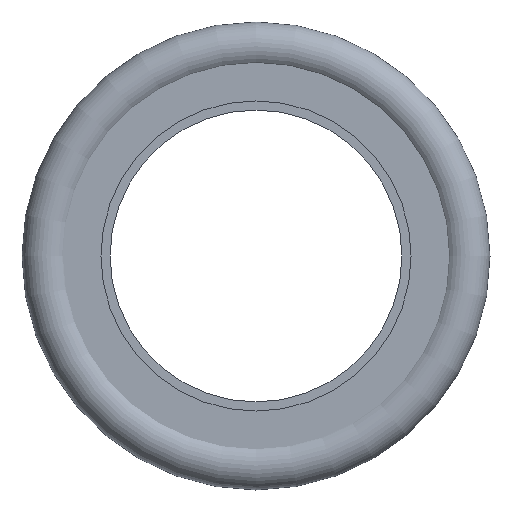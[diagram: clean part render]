
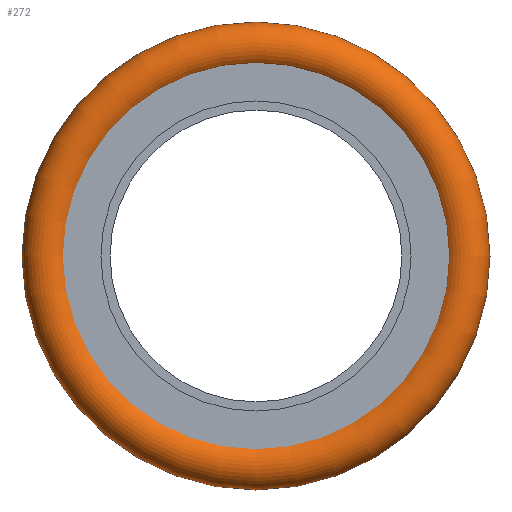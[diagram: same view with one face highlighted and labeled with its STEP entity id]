
A CAD part, front view. The second image highlights one B-rep face of the part: STEP entity #272.
In plain terms, the highlighted toroidal (fillet/blend) face has major radius 22.985 mm and minor radius 2.665 mm.
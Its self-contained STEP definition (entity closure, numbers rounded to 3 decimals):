
#62=FACE_OUTER_BOUND('',#81,.T.);
#81=EDGE_LOOP('',(#250,#251,#252,#253));
#113=CIRCLE('',#378,2.665);
#114=CIRCLE('',#379,20.32);
#142=VERTEX_POINT('',#569);
#178=EDGE_CURVE('',#142,#142,#113,.T.);
#179=EDGE_CURVE('',#142,#142,#114,.T.);
#250=ORIENTED_EDGE('',*,*,#178,.F.);
#251=ORIENTED_EDGE('',*,*,#179,.T.);
#252=ORIENTED_EDGE('',*,*,#178,.T.);
#253=ORIENTED_EDGE('',*,*,#179,.F.);
#258=TOROIDAL_SURFACE('',#377,22.985,2.665);
#272=ADVANCED_FACE('',(#62),#258,.T.);
#377=AXIS2_PLACEMENT_3D('',#568,#480,#481);
#378=AXIS2_PLACEMENT_3D('',#570,#482,#483);
#379=AXIS2_PLACEMENT_3D('',#571,#484,#485);
#480=DIRECTION('center_axis',(0.,1.,0.));
#481=DIRECTION('ref_axis',(0.,0.,1.));
#482=DIRECTION('center_axis',(-1.,0.,0.));
#483=DIRECTION('ref_axis',(0.,0.,-1.));
#484=DIRECTION('center_axis',(0.,-1.,0.));
#485=DIRECTION('ref_axis',(0.,0.,1.));
#568=CARTESIAN_POINT('Origin',(0.,0.,0.));
#569=CARTESIAN_POINT('',(0.,0.,-20.32));
#570=CARTESIAN_POINT('Origin',(0.,0.,-22.985));
#571=CARTESIAN_POINT('Origin',(0.,0.,0.));
